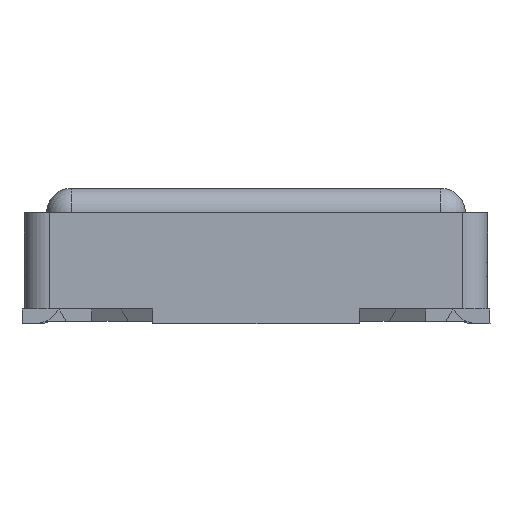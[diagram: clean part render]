
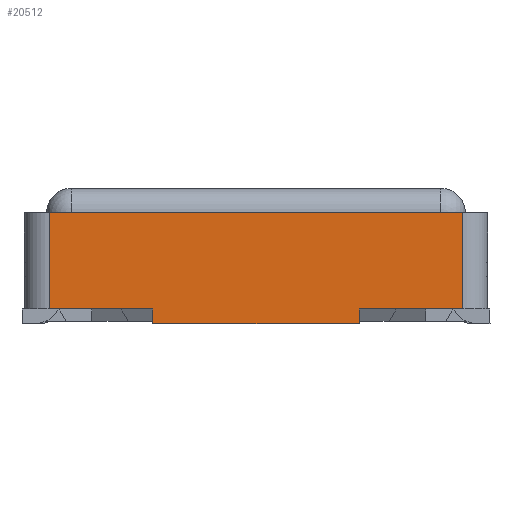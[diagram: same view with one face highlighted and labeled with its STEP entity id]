
A CAD part, left-side view. The second image highlights one B-rep face of the part: STEP entity #20512.
In plain terms, the highlighted planar face has unit normal (-1, 0, 0).
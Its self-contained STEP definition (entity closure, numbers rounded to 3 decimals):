
#2269=DIRECTION('',(0.,-1.,0.));
#2270=VECTOR('',#2269,0.42);
#2271=CARTESIAN_POINT('',(-3.575,0.84,0.05));
#2272=LINE('',#2271,#2270);
#2273=DIRECTION('',(0.,-1.,0.));
#2274=VECTOR('',#2273,0.42);
#2275=CARTESIAN_POINT('',(-3.575,-0.42,0.05));
#2276=LINE('',#2275,#2274);
#2331=DIRECTION('',(0.,-1.,0.));
#2332=VECTOR('',#2331,1.68);
#2333=CARTESIAN_POINT('',(-3.575,0.84,0.44));
#2334=LINE('',#2333,#2332);
#2335=DIRECTION('',(0.,0.,-1.));
#2336=VECTOR('',#2335,0.06);
#2337=CARTESIAN_POINT('',(-3.575,-0.42,0.05));
#2338=LINE('',#2337,#2336);
#2351=DIRECTION('',(0.,0.,-1.));
#2352=VECTOR('',#2351,0.39);
#2353=CARTESIAN_POINT('',(-3.575,0.84,0.44));
#2354=LINE('',#2353,#2352);
#3064=DIRECTION('',(0.,0.,1.));
#3065=VECTOR('',#3064,0.39);
#3066=CARTESIAN_POINT('',(-3.575,-0.84,0.05));
#3067=LINE('',#3066,#3065);
#3101=DIRECTION('',(0.,0.,-1.));
#3102=VECTOR('',#3101,0.06);
#3103=CARTESIAN_POINT('',(-3.575,0.42,0.05));
#3104=LINE('',#3103,#3102);
#3118=DIRECTION('',(0.,-1.,0.));
#3119=VECTOR('',#3118,0.84);
#3120=CARTESIAN_POINT('',(-3.575,0.42,
-0.01));
#3121=LINE('',#3120,#3119);
#14807=CARTESIAN_POINT('',(-3.575,0.84,0.05));
#14808=CARTESIAN_POINT('',(-3.575,0.42,0.05));
#14809=VERTEX_POINT('',#14807);
#14810=VERTEX_POINT('',#14808);
#14815=CARTESIAN_POINT('',(-3.575,-0.42,0.05));
#14816=VERTEX_POINT('',#14815);
#14817=CARTESIAN_POINT('',(-3.575,-0.84,0.05));
#14818=VERTEX_POINT('',#14817);
#14847=CARTESIAN_POINT('',(-3.575,0.84,0.44));
#14848=VERTEX_POINT('',#14847);
#14849=CARTESIAN_POINT('',(-3.575,-0.84,0.44));
#14850=VERTEX_POINT('',#14849);
#14851=CARTESIAN_POINT('',(-3.575,-0.42,
-0.01));
#14852=VERTEX_POINT('',#14851);
#14853=CARTESIAN_POINT('',(-3.575,0.42,
-0.01));
#14854=VERTEX_POINT('',#14853);
#20491=CARTESIAN_POINT('',(-3.575,0.94,0.));
#20492=DIRECTION('',(-1.,0.,0.));
#20493=DIRECTION('',(0.,-1.,0.));
#20494=AXIS2_PLACEMENT_3D('',#20491,#20492,#20493);
#20495=PLANE('',#20494);
#20497=ORIENTED_EDGE('',*,*,#20496,.F.);
#20499=ORIENTED_EDGE('',*,*,#20498,.T.);
#20501=ORIENTED_EDGE('',*,*,#20500,.F.);
#20502=ORIENTED_EDGE('',*,*,#20442,.F.);
#20504=ORIENTED_EDGE('',*,*,#20503,.T.);
#20506=ORIENTED_EDGE('',*,*,#20505,.F.);
#20508=ORIENTED_EDGE('',*,*,#20507,.F.);
#20509=ORIENTED_EDGE('',*,*,#20434,.F.);
#20510=EDGE_LOOP('',(#20497,#20499,#20501,#20502,#20504,#20506,#20508,#20509));
#20511=FACE_OUTER_BOUND('',#20510,.F.);
#20512=ADVANCED_FACE('',(#20511),#20495,.T.);
#20434=EDGE_CURVE('',#14809,#14810,#2272,.T.);
#20442=EDGE_CURVE('',#14816,#14818,#2276,.T.);
#20496=EDGE_CURVE('',#14848,#14809,#2354,.T.);
#20498=EDGE_CURVE('',#14848,#14850,#2334,.T.);
#20500=EDGE_CURVE('',#14818,#14850,#3067,.T.);
#20503=EDGE_CURVE('',#14816,#14852,#2338,.T.);
#20505=EDGE_CURVE('',#14854,#14852,#3121,.T.);
#20507=EDGE_CURVE('',#14810,#14854,#3104,.T.);
